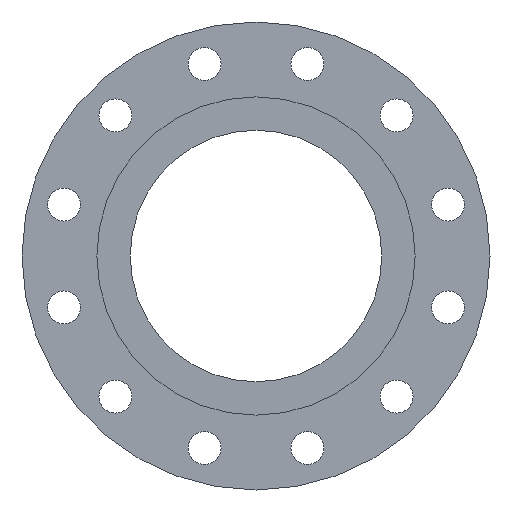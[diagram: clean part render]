
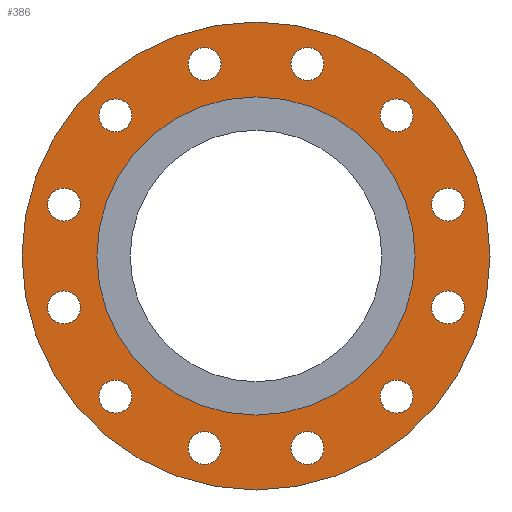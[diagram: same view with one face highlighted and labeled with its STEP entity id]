
A CAD part, front view. The second image highlights one B-rep face of the part: STEP entity #386.
In plain terms, the highlighted planar face has unit normal (0, -1, 0).
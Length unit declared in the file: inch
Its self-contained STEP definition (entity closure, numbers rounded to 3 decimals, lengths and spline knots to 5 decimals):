
#16=FACE_BOUND('',#84,.T.);
#17=FACE_BOUND('',#85,.T.);
#18=FACE_BOUND('',#86,.T.);
#19=FACE_BOUND('',#87,.T.);
#20=FACE_BOUND('',#88,.T.);
#21=FACE_BOUND('',#89,.T.);
#22=FACE_BOUND('',#90,.T.);
#23=FACE_BOUND('',#91,.T.);
#24=FACE_BOUND('',#92,.T.);
#25=FACE_BOUND('',#93,.T.);
#26=FACE_BOUND('',#94,.T.);
#27=FACE_BOUND('',#95,.T.);
#28=FACE_BOUND('',#96,.T.);
#44=PLANE('',#456);
#62=FACE_OUTER_BOUND('',#83,.T.);
#83=EDGE_LOOP('',(#317));
#84=EDGE_LOOP('',(#318));
#85=EDGE_LOOP('',(#319));
#86=EDGE_LOOP('',(#320));
#87=EDGE_LOOP('',(#321));
#88=EDGE_LOOP('',(#322));
#89=EDGE_LOOP('',(#323));
#90=EDGE_LOOP('',(#324));
#91=EDGE_LOOP('',(#325));
#92=EDGE_LOOP('',(#326));
#93=EDGE_LOOP('',(#327));
#94=EDGE_LOOP('',(#328));
#95=EDGE_LOOP('',(#329));
#96=EDGE_LOOP('',(#330));
#148=CIRCLE('',#415,0.44);
#150=CIRCLE('',#418,0.44);
#152=CIRCLE('',#421,0.44);
#154=CIRCLE('',#424,0.44);
#156=CIRCLE('',#427,0.44);
#158=CIRCLE('',#430,0.44);
#160=CIRCLE('',#433,0.44);
#162=CIRCLE('',#436,0.44);
#164=CIRCLE('',#439,0.44);
#166=CIRCLE('',#442,0.44);
#168=CIRCLE('',#445,0.44);
#170=CIRCLE('',#448,0.44);
#174=CIRCLE('',#455,4.25);
#175=CIRCLE('',#457,6.25);
#180=VERTEX_POINT('',#591);
#182=VERTEX_POINT('',#597);
#184=VERTEX_POINT('',#603);
#186=VERTEX_POINT('',#609);
#188=VERTEX_POINT('',#615);
#190=VERTEX_POINT('',#621);
#192=VERTEX_POINT('',#627);
#194=VERTEX_POINT('',#633);
#196=VERTEX_POINT('',#639);
#198=VERTEX_POINT('',#645);
#200=VERTEX_POINT('',#651);
#202=VERTEX_POINT('',#657);
#206=VERTEX_POINT('',#670);
#207=VERTEX_POINT('',#674);
#213=EDGE_CURVE('',#180,#180,#148,.T.);
#216=EDGE_CURVE('',#182,#182,#150,.T.);
#219=EDGE_CURVE('',#184,#184,#152,.T.);
#222=EDGE_CURVE('',#186,#186,#154,.T.);
#225=EDGE_CURVE('',#188,#188,#156,.T.);
#228=EDGE_CURVE('',#190,#190,#158,.T.);
#231=EDGE_CURVE('',#192,#192,#160,.T.);
#234=EDGE_CURVE('',#194,#194,#162,.T.);
#237=EDGE_CURVE('',#196,#196,#164,.T.);
#240=EDGE_CURVE('',#198,#198,#166,.T.);
#243=EDGE_CURVE('',#200,#200,#168,.T.);
#246=EDGE_CURVE('',#202,#202,#170,.T.);
#251=EDGE_CURVE('',#206,#206,#174,.T.);
#253=EDGE_CURVE('',#207,#207,#175,.T.);
#317=ORIENTED_EDGE('',*,*,#253,.F.);
#318=ORIENTED_EDGE('',*,*,#213,.T.);
#319=ORIENTED_EDGE('',*,*,#216,.T.);
#320=ORIENTED_EDGE('',*,*,#219,.T.);
#321=ORIENTED_EDGE('',*,*,#222,.T.);
#322=ORIENTED_EDGE('',*,*,#225,.T.);
#323=ORIENTED_EDGE('',*,*,#228,.T.);
#324=ORIENTED_EDGE('',*,*,#231,.T.);
#325=ORIENTED_EDGE('',*,*,#234,.T.);
#326=ORIENTED_EDGE('',*,*,#237,.T.);
#327=ORIENTED_EDGE('',*,*,#240,.T.);
#328=ORIENTED_EDGE('',*,*,#243,.T.);
#329=ORIENTED_EDGE('',*,*,#246,.T.);
#330=ORIENTED_EDGE('',*,*,#251,.T.);
#386=ADVANCED_FACE('',(#62,#16,#17,#18,#19,#20,#21,#22,#23,#24,#25,#26,
#27,#28),#44,.T.);
#415=AXIS2_PLACEMENT_3D('',#593,#472,#473);
#418=AXIS2_PLACEMENT_3D('',#599,#479,#480);
#421=AXIS2_PLACEMENT_3D('',#605,#486,#487);
#424=AXIS2_PLACEMENT_3D('',#611,#493,#494);
#427=AXIS2_PLACEMENT_3D('',#617,#500,#501);
#430=AXIS2_PLACEMENT_3D('',#623,#507,#508);
#433=AXIS2_PLACEMENT_3D('',#629,#514,#515);
#436=AXIS2_PLACEMENT_3D('',#635,#521,#522);
#439=AXIS2_PLACEMENT_3D('',#641,#528,#529);
#442=AXIS2_PLACEMENT_3D('',#647,#535,#536);
#445=AXIS2_PLACEMENT_3D('',#653,#542,#543);
#448=AXIS2_PLACEMENT_3D('',#659,#549,#550);
#455=AXIS2_PLACEMENT_3D('',#671,#564,#565);
#456=AXIS2_PLACEMENT_3D('',#673,#567,#568);
#457=AXIS2_PLACEMENT_3D('',#675,#569,#570);
#472=DIRECTION('center_axis',(0.,1.,0.));
#473=DIRECTION('ref_axis',(0.866,0.,0.5));
#479=DIRECTION('center_axis',(0.,1.,0.));
#480=DIRECTION('ref_axis',(0.5,0.,0.866));
#486=DIRECTION('center_axis',(0.,1.,0.));
#487=DIRECTION('ref_axis',(0.,0.,1.));
#493=DIRECTION('center_axis',(0.,1.,0.));
#494=DIRECTION('ref_axis',(-0.5,0.,0.866));
#500=DIRECTION('center_axis',(0.,1.,0.));
#501=DIRECTION('ref_axis',(-0.866,0.,0.5));
#507=DIRECTION('center_axis',(0.,1.,0.));
#508=DIRECTION('ref_axis',(-1.,0.,0.));
#514=DIRECTION('center_axis',(0.,1.,0.));
#515=DIRECTION('ref_axis',(-0.866,0.,-0.5));
#521=DIRECTION('center_axis',(0.,1.,0.));
#522=DIRECTION('ref_axis',(-0.5,0.,-0.866));
#528=DIRECTION('center_axis',(0.,1.,0.));
#529=DIRECTION('ref_axis',(0.,0.,-1.));
#535=DIRECTION('center_axis',(0.,1.,0.));
#536=DIRECTION('ref_axis',(0.5,0.,-0.866));
#542=DIRECTION('center_axis',(0.,1.,0.));
#543=DIRECTION('ref_axis',(0.866,0.,-0.5));
#549=DIRECTION('center_axis',(0.,1.,0.));
#550=DIRECTION('ref_axis',(1.,0.,0.));
#564=DIRECTION('center_axis',(0.,1.,0.));
#565=DIRECTION('ref_axis',(1.,0.,0.));
#567=DIRECTION('center_axis',(0.,-1.,0.));
#568=DIRECTION('ref_axis',(0.,0.,-1.));
#569=DIRECTION('center_axis',(0.,1.,0.));
#570=DIRECTION('ref_axis',(1.,0.,0.));
#591=CARTESIAN_POINT('',(3.37369,0.0625,-3.97474));
#593=CARTESIAN_POINT('Origin',(3.75474,0.0625,-3.75474));
#597=CARTESIAN_POINT('',(4.90907,0.0625,-1.75538));
#599=CARTESIAN_POINT('Origin',(5.12907,0.0625,-1.37433));
#603=CARTESIAN_POINT('',(5.12907,0.0625,0.93433));
#605=CARTESIAN_POINT('Origin',(5.12907,0.0625,1.37433));
#609=CARTESIAN_POINT('',(3.97474,0.0625,3.37369));
#611=CARTESIAN_POINT('Origin',(3.75474,0.0625,3.75474));
#615=CARTESIAN_POINT('',(1.75538,0.0625,4.90907));
#617=CARTESIAN_POINT('Origin',(1.37433,0.0625,5.12907));
#621=CARTESIAN_POINT('',(-0.93433,0.0625,5.12907));
#623=CARTESIAN_POINT('Origin',(-1.37433,0.0625,5.12907));
#627=CARTESIAN_POINT('',(-3.37369,0.0625,3.97474));
#629=CARTESIAN_POINT('Origin',(-3.75474,0.0625,3.75474));
#633=CARTESIAN_POINT('',(-4.90907,0.0625,1.75538));
#635=CARTESIAN_POINT('Origin',(-5.12907,0.0625,1.37433));
#639=CARTESIAN_POINT('',(-5.12907,0.0625,-0.93433));
#641=CARTESIAN_POINT('Origin',(-5.12907,0.0625,-1.37433));
#645=CARTESIAN_POINT('',(-3.97474,0.0625,-3.37369));
#647=CARTESIAN_POINT('Origin',(-3.75474,0.0625,-3.75474));
#651=CARTESIAN_POINT('',(-1.75538,0.0625,-4.90907));
#653=CARTESIAN_POINT('Origin',(-1.37433,0.0625,-5.12907));
#657=CARTESIAN_POINT('',(0.93433,0.0625,-5.12907));
#659=CARTESIAN_POINT('Origin',(1.37433,0.0625,-5.12907));
#670=CARTESIAN_POINT('',(4.25,0.0625,0.));
#671=CARTESIAN_POINT('Origin',(0.,0.0625,0.));
#673=CARTESIAN_POINT('Origin',(-6.25,0.0625,0.));
#674=CARTESIAN_POINT('',(6.25,0.0625,0.));
#675=CARTESIAN_POINT('Origin',(0.,0.0625,0.));
